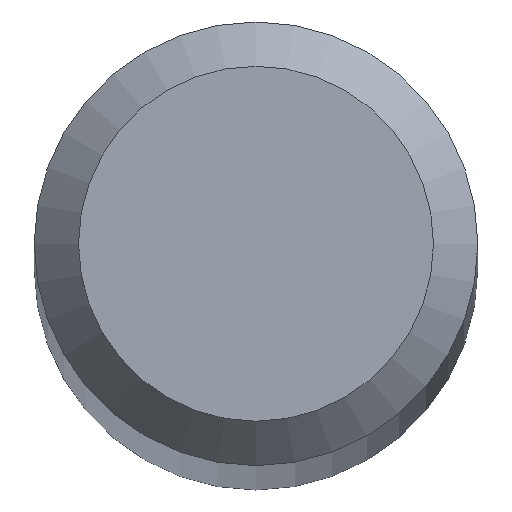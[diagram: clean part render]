
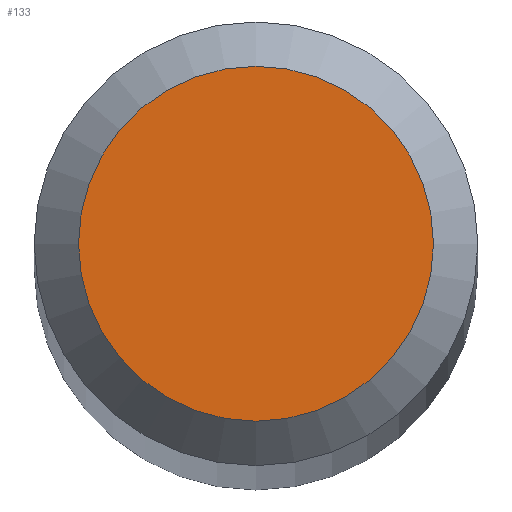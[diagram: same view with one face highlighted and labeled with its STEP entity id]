
A CAD part, top view. The second image highlights one B-rep face of the part: STEP entity #133.
In plain terms, the highlighted planar face has unit normal (0, 0, 1).
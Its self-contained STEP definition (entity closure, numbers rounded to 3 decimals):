
#4 = CARTESIAN_POINT ( 'NONE',  ( 0., 0.756, 0. ) ) ;
#13 = EDGE_CURVE ( 'NONE', #33, #33, #118, .T. ) ;
#33 = VERTEX_POINT ( 'NONE', #99 ) ;
#42 = ORIENTED_EDGE ( 'NONE', *, *, #13, .T. ) ;
#47 = DIRECTION ( 'NONE',  ( 0., 0., 1. ) ) ;
#60 = AXIS2_PLACEMENT_3D ( 'NONE', #74, #47, #96 ) ;
#63 = AXIS2_PLACEMENT_3D ( 'NONE', #4, #85, #80 ) ;
#68 = EDGE_LOOP ( 'NONE', ( #42 ) ) ;
#74 = CARTESIAN_POINT ( 'NONE',  ( 0., 0., 0. ) ) ;
#80 = DIRECTION ( 'NONE',  ( -1., 0., 0. ) ) ;
#85 = DIRECTION ( 'NONE',  ( 0., 0., -1. ) ) ;
#86 = PLANE ( 'NONE',  #63 ) ;
#96 = DIRECTION ( 'NONE',  ( -1., 0., 0. ) ) ;
#99 = CARTESIAN_POINT ( 'NONE',  ( -0.605, 0., 0. ) ) ;
#118 = CIRCLE ( 'NONE', #60, 0.605 ) ;
#133 = ADVANCED_FACE ( 'NONE', ( #134 ), #86, .F. ) ;
#134 = FACE_OUTER_BOUND ( 'NONE', #68, .T. ) ;
